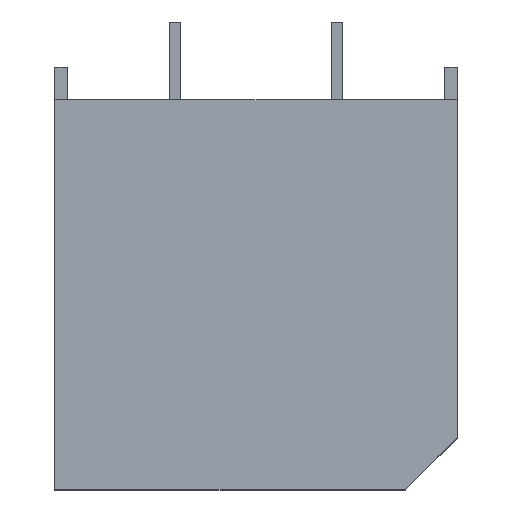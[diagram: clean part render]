
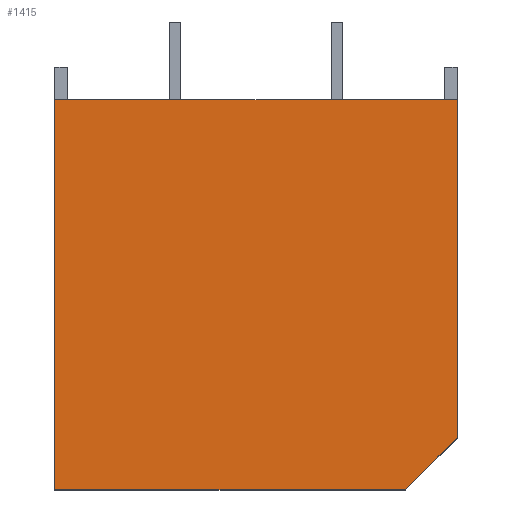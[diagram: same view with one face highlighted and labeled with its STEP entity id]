
A CAD part, top view. The second image highlights one B-rep face of the part: STEP entity #1415.
In plain terms, the highlighted planar face has unit normal (0, 0, 1).
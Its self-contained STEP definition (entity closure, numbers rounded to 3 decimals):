
#138 = EDGE_CURVE ( 'NONE', #2234, #2223, #483, .T. ) ;
#483 = LINE ( 'NONE', #1583, #488 ) ;
#488 = VECTOR ( 'NONE', #1589, 1000. ) ;
#711 = LINE ( 'NONE', #1529, #714 ) ;
#714 = VECTOR ( 'NONE', #1530, 1000. ) ;
#724 = LINE ( 'NONE', #1763, #750 ) ;
#747 = LINE ( 'NONE', #1757, #748 ) ;
#748 = VECTOR ( 'NONE', #1758, 1000. ) ;
#750 = VECTOR ( 'NONE', #1768, 1000. ) ;
#761 = EDGE_LOOP ( 'NONE', ( #1637, #1638, #1643, #1644, #2793 ) ) ;
#1034 = AXIS2_PLACEMENT_3D ( 'NONE', #3074, #3077, #3078 ) ;
#1406 = FACE_OUTER_BOUND ( 'NONE', #761, .T. ) ;
#1415 = ADVANCED_FACE ( 'NONE', ( #1406 ), #3076, .F. ) ;
#1529 = CARTESIAN_POINT ( 'NONE',  ( 15.5, 30., 9. ) ) ;
#1530 = DIRECTION ( 'NONE',  ( 1., 0., 0. ) ) ;
#1583 = CARTESIAN_POINT ( 'NONE',  ( 15.5, 30., 9. ) ) ;
#1589 = DIRECTION ( 'NONE',  ( 0., -1., 0. ) ) ;
#1637 = ORIENTED_EDGE ( 'NONE', *, *, #2862, .T. ) ;
#1638 = ORIENTED_EDGE ( 'NONE', *, *, #2484, .T. ) ;
#1643 = ORIENTED_EDGE ( 'NONE', *, *, #138, .F. ) ;
#1644 = ORIENTED_EDGE ( 'NONE', *, *, #2464, .F. ) ;
#1757 = CARTESIAN_POINT ( 'NONE',  ( 15.5, 4., 9. ) ) ;
#1758 = DIRECTION ( 'NONE',  ( 0.707, 0.707, 0. ) ) ;
#1763 = CARTESIAN_POINT ( 'NONE',  ( -15.5, 30., 9. ) ) ;
#1768 = DIRECTION ( 'NONE',  ( 0., -1., 0. ) ) ;
#2189 = LINE ( 'NONE', #3330, #2190 ) ;
#2190 = VECTOR ( 'NONE', #3331, 1000. ) ;
#2215 = VERTEX_POINT ( 'NONE', #2917 ) ;
#2222 = VERTEX_POINT ( 'NONE', #2921 ) ;
#2223 = VERTEX_POINT ( 'NONE', #2922 ) ;
#2233 = VERTEX_POINT ( 'NONE', #2931 ) ;
#2234 = VERTEX_POINT ( 'NONE', #2932 ) ;
#2464 = EDGE_CURVE ( 'NONE', #2233, #2234, #711, .T. ) ;
#2484 = EDGE_CURVE ( 'NONE', #2222, #2223, #747, .T. ) ;
#2485 = EDGE_CURVE ( 'NONE', #2233, #2215, #724, .T. ) ;
#2793 = ORIENTED_EDGE ( 'NONE', *, *, #2485, .T. ) ;
#2862 = EDGE_CURVE ( 'NONE', #2215, #2222, #2189, .T. ) ;
#2917 = CARTESIAN_POINT ( 'NONE',  ( -15.5, 0., 9. ) ) ;
#2921 = CARTESIAN_POINT ( 'NONE',  ( 11.5, 0., 9. ) ) ;
#2922 = CARTESIAN_POINT ( 'NONE',  ( 15.5, 4., 9. ) ) ;
#2931 = CARTESIAN_POINT ( 'NONE',  ( -15.5, 30., 9. ) ) ;
#2932 = CARTESIAN_POINT ( 'NONE',  ( 15.5, 30., 9. ) ) ;
#3074 = CARTESIAN_POINT ( 'NONE',  ( 15.5, 30., 9. ) ) ;
#3076 = PLANE ( 'NONE',  #1034 ) ;
#3077 = DIRECTION ( 'NONE',  ( 0., 0., -1. ) ) ;
#3078 = DIRECTION ( 'NONE',  ( -1., 0., 0. ) ) ;
#3330 = CARTESIAN_POINT ( 'NONE',  ( 15.5, 0., 9. ) ) ;
#3331 = DIRECTION ( 'NONE',  ( 1., 0., 0. ) ) ;
